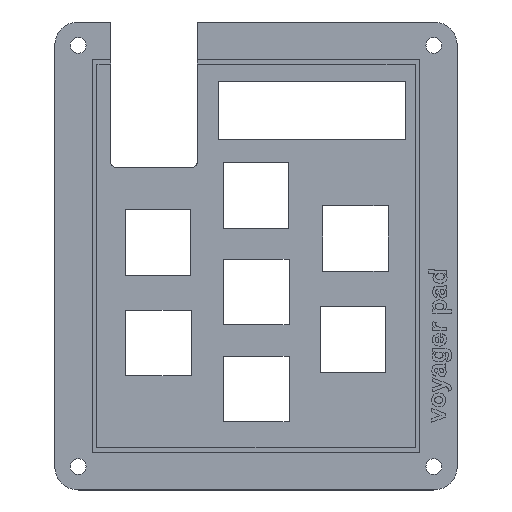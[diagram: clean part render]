
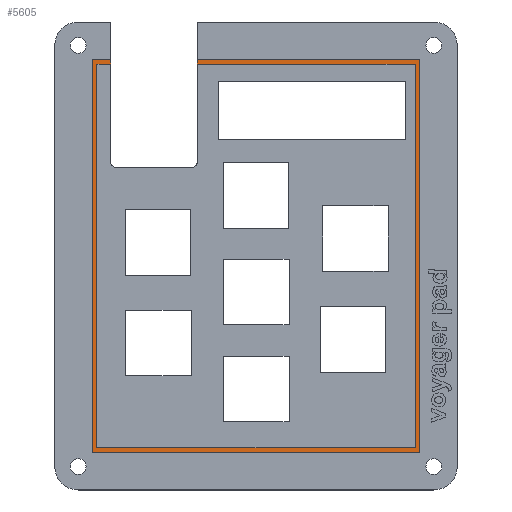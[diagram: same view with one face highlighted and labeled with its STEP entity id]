
A CAD part, top view. The second image highlights one B-rep face of the part: STEP entity #5605.
In plain terms, the highlighted planar face has unit normal (0, 0, 1).
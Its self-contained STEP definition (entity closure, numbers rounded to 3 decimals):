
#163=PLANE('',#5758);
#450=FACE_OUTER_BOUND('',#768,.T.);
#768=EDGE_LOOP('',(#4876,#4877,#4878,#4879,#4880,#4881,#4882,#4883,#4884,
#4885,#4886,#4887));
#1172=LINE('',#10793,#1654);
#1176=LINE('',#10800,#1658);
#1179=LINE('',#10806,#1661);
#1182=LINE('',#10812,#1664);
#1185=LINE('',#10818,#1667);
#1187=LINE('',#10823,#1669);
#1190=LINE('',#10828,#1672);
#1192=LINE('',#10832,#1674);
#1194=LINE('',#10836,#1676);
#1196=LINE('',#10840,#1678);
#1197=LINE('',#10842,#1679);
#1198=LINE('',#10843,#1680);
#1654=VECTOR('',#6308,10.);
#1658=VECTOR('',#6314,10.);
#1661=VECTOR('',#6319,10.);
#1664=VECTOR('',#6324,10.);
#1667=VECTOR('',#6329,10.);
#1669=VECTOR('',#6333,10.);
#1672=VECTOR('',#6338,10.);
#1674=VECTOR('',#6342,10.);
#1676=VECTOR('',#6346,10.);
#1678=VECTOR('',#6350,10.);
#1679=VECTOR('',#6353,10.);
#1680=VECTOR('',#6354,10.);
#2592=VERTEX_POINT('',#10790);
#2593=VERTEX_POINT('',#10792);
#2595=VERTEX_POINT('',#10798);
#2597=VERTEX_POINT('',#10804);
#2599=VERTEX_POINT('',#10810);
#2601=VERTEX_POINT('',#10816);
#2602=VERTEX_POINT('',#10820);
#2603=VERTEX_POINT('',#10822);
#2604=VERTEX_POINT('',#10826);
#2605=VERTEX_POINT('',#10830);
#2606=VERTEX_POINT('',#10834);
#2607=VERTEX_POINT('',#10838);
#3364=EDGE_CURVE('',#2592,#2593,#1172,.T.);
#3368=EDGE_CURVE('',#2595,#2592,#1176,.T.);
#3371=EDGE_CURVE('',#2597,#2595,#1179,.T.);
#3374=EDGE_CURVE('',#2599,#2597,#1182,.T.);
#3377=EDGE_CURVE('',#2601,#2599,#1185,.T.);
#3379=EDGE_CURVE('',#2602,#2603,#1187,.T.);
#3382=EDGE_CURVE('',#2604,#2602,#1190,.T.);
#3384=EDGE_CURVE('',#2605,#2604,#1192,.T.);
#3386=EDGE_CURVE('',#2606,#2605,#1194,.T.);
#3388=EDGE_CURVE('',#2607,#2606,#1196,.T.);
#3389=EDGE_CURVE('',#2593,#2607,#1197,.T.);
#3390=EDGE_CURVE('',#2603,#2601,#1198,.T.);
#4876=ORIENTED_EDGE('',*,*,#3389,.F.);
#4877=ORIENTED_EDGE('',*,*,#3364,.F.);
#4878=ORIENTED_EDGE('',*,*,#3368,.F.);
#4879=ORIENTED_EDGE('',*,*,#3371,.F.);
#4880=ORIENTED_EDGE('',*,*,#3374,.F.);
#4881=ORIENTED_EDGE('',*,*,#3377,.F.);
#4882=ORIENTED_EDGE('',*,*,#3390,.F.);
#4883=ORIENTED_EDGE('',*,*,#3379,.F.);
#4884=ORIENTED_EDGE('',*,*,#3382,.F.);
#4885=ORIENTED_EDGE('',*,*,#3384,.F.);
#4886=ORIENTED_EDGE('',*,*,#3386,.F.);
#4887=ORIENTED_EDGE('',*,*,#3388,.F.);
#5605=ADVANCED_FACE('',(#450),#163,.F.);
#5758=AXIS2_PLACEMENT_3D('',#10841,#6351,#6352);
#6308=DIRECTION('',(-1.,0.,0.));
#6314=DIRECTION('',(0.,1.,0.));
#6319=DIRECTION('',(1.,0.,0.));
#6324=DIRECTION('',(0.,-1.,0.));
#6329=DIRECTION('',(-1.,0.,0.));
#6333=DIRECTION('',(1.,0.,0.));
#6338=DIRECTION('',(0.,1.,0.));
#6342=DIRECTION('',(-1.,0.,0.));
#6346=DIRECTION('',(0.,-1.,0.));
#6350=DIRECTION('',(1.,0.,0.));
#6351=DIRECTION('center_axis',(0.,0.,-1.));
#6352=DIRECTION('ref_axis',(-1.,0.,0.));
#6353=DIRECTION('',(0.,1.,0.));
#6354=DIRECTION('',(0.,-1.,0.));
#10790=CARTESIAN_POINT('',(42.669,27.35,-13.001));
#10792=CARTESIAN_POINT('',(-3.886,27.35,-13.001));
#10793=CARTESIAN_POINT('',(-25.331,27.35,-13.001));
#10798=CARTESIAN_POINT('',(42.669,-54.65,-13.001));
#10800=CARTESIAN_POINT('',(42.669,27.35,-13.001));
#10804=CARTESIAN_POINT('',(-25.331,-54.65,-13.001));
#10806=CARTESIAN_POINT('',(42.669,-54.65,-13.001));
#10810=CARTESIAN_POINT('',(-25.331,27.35,-13.001));
#10812=CARTESIAN_POINT('',(-25.331,-54.65,-13.001));
#10816=CARTESIAN_POINT('',(-22.386,27.35,-13.001));
#10818=CARTESIAN_POINT('',(-25.331,27.35,-13.001));
#10820=CARTESIAN_POINT('',(-26.331,28.35,-13.001));
#10822=CARTESIAN_POINT('',(-22.386,28.35,-13.001));
#10823=CARTESIAN_POINT('',(-26.331,28.35,-13.001));
#10826=CARTESIAN_POINT('',(-26.331,-55.65,-13.001));
#10828=CARTESIAN_POINT('',(-26.331,-55.65,-13.001));
#10830=CARTESIAN_POINT('',(43.669,-55.65,-13.001));
#10832=CARTESIAN_POINT('',(43.669,-55.65,-13.001));
#10834=CARTESIAN_POINT('',(43.669,28.35,-13.001));
#10836=CARTESIAN_POINT('',(43.669,28.35,-13.001));
#10838=CARTESIAN_POINT('',(-3.886,28.35,-13.001));
#10840=CARTESIAN_POINT('',(-26.331,28.35,-13.001));
#10841=CARTESIAN_POINT('Origin',(8.669,-13.65,-13.001));
#10842=CARTESIAN_POINT('',(-3.886,11.35,-13.001));
#10843=CARTESIAN_POINT('',(-22.386,-4.15,-13.001));
